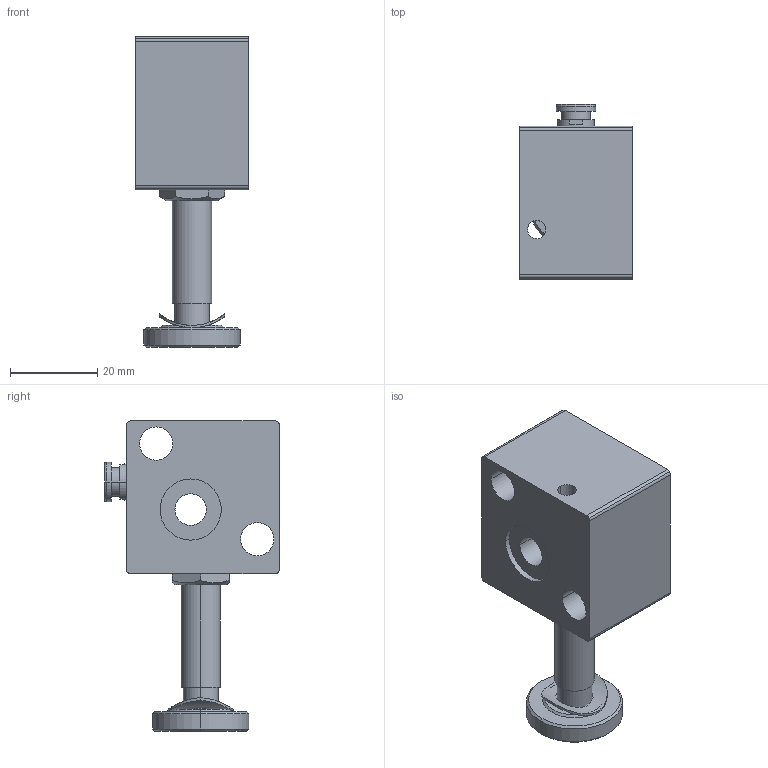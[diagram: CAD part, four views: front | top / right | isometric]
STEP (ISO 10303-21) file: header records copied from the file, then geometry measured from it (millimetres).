
FILE_DESCRIPTION((''),'2;1');
FILE_NAME('00_098_3.stp','2003-01-02T11:14:49',('Branislav Petkovic'),('AZ Pneumatica'),'AutoCAD STEP 2000i','AutoCAD 2000i','Via J. F. Kennedy, 26, 20020 Misinto (MI), ITALY');
FILE_SCHEMA(('CONFIG_CONTROL_DESIGN'));
Length unit declared in the file: millimetre
Products named in the file (9): 00_098_3; PART2; STEZAC; PODLOSKA; PUSH IN 4MM; PART1; PART2A; 521 LL90; PART1A
Assembly tree (6 placements, depth 3):
  00_098_3
    PART2
    STEZAC
    PODLOSKA
    PUSH IN 4MM
      PART1
      PART2A
  521 LL90
  PART1A
Bounding box: 26 x 40 x 71 mm (x, y, z)
Surface area: 12041.8 mm2 (no closed solid volume)
Topology: 0 solids, 6 shells, 230 faces, 549 edges, 340 vertices
Faces by surface type: cylinder 114, plane 64, cone 36, torus 14, bspline 2
Entity records: 10037 total; most frequent: CARTESIAN_POINT 4502, DIRECTION 1110, ORIENTED_EDGE 1090, EDGE_CURVE 545, AXIS2_PLACEMENT_3D 440, VERTEX_POINT 340, EDGE_LOOP 259, FACE_OUTER_BOUND 230
